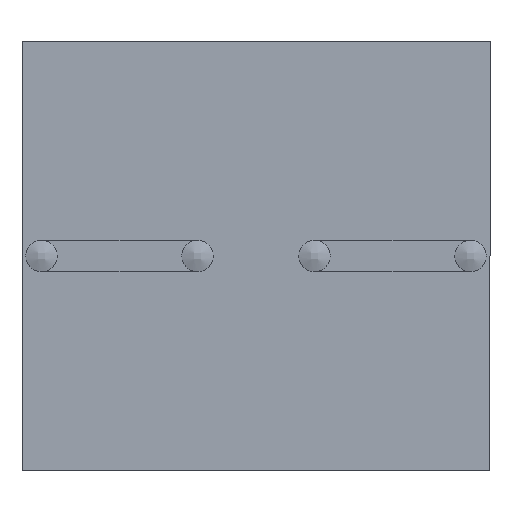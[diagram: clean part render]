
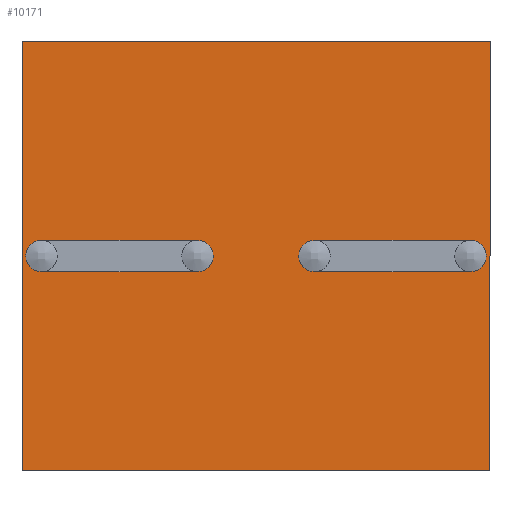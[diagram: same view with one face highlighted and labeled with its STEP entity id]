
A CAD part, front view. The second image highlights one B-rep face of the part: STEP entity #10171.
In plain terms, the highlighted planar face has unit normal (0, -1, 0).
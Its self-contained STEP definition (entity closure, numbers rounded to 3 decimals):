
#48 = CARTESIAN_POINT ( 'NONE',  ( 30., -1.4, -27.5 ) ) ;
#302 = VECTOR ( 'NONE', #9095, 1000. ) ;
#366 = CIRCLE ( 'NONE', #13150, 2. ) ;
#596 = VERTEX_POINT ( 'NONE', #48 ) ;
#635 = EDGE_CURVE ( 'NONE', #596, #5005, #10054, .T. ) ;
#815 = ORIENTED_EDGE ( 'NONE', *, *, #6575, .F. ) ;
#825 = LINE ( 'NONE', #11014, #1486 ) ;
#1076 = DIRECTION ( 'NONE',  ( 0., 0., 1. ) ) ;
#1135 = DIRECTION ( 'NONE',  ( -1., 0., 0. ) ) ;
#1292 = VERTEX_POINT ( 'NONE', #6773 ) ;
#1486 = VECTOR ( 'NONE', #4720, 1000. ) ;
#1753 = DIRECTION ( 'NONE',  ( 0., -1., 0. ) ) ;
#1763 = VERTEX_POINT ( 'NONE', #3154 ) ;
#1798 = EDGE_CURVE ( 'NONE', #9477, #8834, #3286, .T. ) ;
#1928 = VERTEX_POINT ( 'NONE', #12407 ) ;
#1940 = ORIENTED_EDGE ( 'NONE', *, *, #2371, .F. ) ;
#2371 = EDGE_CURVE ( 'NONE', #1292, #596, #10303, .T. ) ;
#2547 = VECTOR ( 'NONE', #12323, 1000. ) ;
#2784 = FACE_BOUND ( 'NONE', #6220, .T. ) ;
#2873 = CARTESIAN_POINT ( 'NONE',  ( 27.5, -1.4, -2. ) ) ;
#3059 = CARTESIAN_POINT ( 'NONE',  ( -30., -1.4, -27.5 ) ) ;
#3066 = AXIS2_PLACEMENT_3D ( 'NONE', #7306, #11452, #1076 ) ;
#3110 = DIRECTION ( 'NONE',  ( 0., 0., 1. ) ) ;
#3154 = CARTESIAN_POINT ( 'NONE',  ( -27.5, -1.4, 2. ) ) ;
#3272 = AXIS2_PLACEMENT_3D ( 'NONE', #11565, #5204, #3110 ) ;
#3286 = LINE ( 'NONE', #8231, #13143 ) ;
#3372 = CARTESIAN_POINT ( 'NONE',  ( 27.5, -1.4, 2. ) ) ;
#3414 = VERTEX_POINT ( 'NONE', #9731 ) ;
#3907 = EDGE_CURVE ( 'NONE', #8834, #1763, #7063, .T. ) ;
#4089 = EDGE_CURVE ( 'NONE', #1763, #3414, #5142, .T. ) ;
#4176 = VERTEX_POINT ( 'NONE', #8276 ) ;
#4319 = CARTESIAN_POINT ( 'NONE',  ( 27.5, -1.4, 2. ) ) ;
#4380 = EDGE_CURVE ( 'NONE', #5716, #9586, #12907, .T. ) ;
#4511 = CARTESIAN_POINT ( 'NONE',  ( -27.5, -1.4, -2. ) ) ;
#4554 = ORIENTED_EDGE ( 'NONE', *, *, #4089, .T. ) ;
#4720 = DIRECTION ( 'NONE',  ( 1., 0., 0. ) ) ;
#4769 = DIRECTION ( 'NONE',  ( -1., 0., 0. ) ) ;
#4814 = VERTEX_POINT ( 'NONE', #11424 ) ;
#4864 = CARTESIAN_POINT ( 'NONE',  ( -7.5, -1.4, -2. ) ) ;
#4965 = DIRECTION ( 'NONE',  ( 0., 0., -1. ) ) ;
#5005 = VERTEX_POINT ( 'NONE', #12836 ) ;
#5050 = DIRECTION ( 'NONE',  ( 1., 0., 0. ) ) ;
#5142 = LINE ( 'NONE', #11246, #2547 ) ;
#5204 = DIRECTION ( 'NONE',  ( 0., 1., 0. ) ) ;
#5566 = FACE_OUTER_BOUND ( 'NONE', #6627, .T. ) ;
#5679 = ORIENTED_EDGE ( 'NONE', *, *, #3907, .T. ) ;
#5682 = VECTOR ( 'NONE', #7827, 1000. ) ;
#5716 = VERTEX_POINT ( 'NONE', #4319 ) ;
#5768 = VECTOR ( 'NONE', #1135, 1000. ) ;
#5965 = EDGE_LOOP ( 'NONE', ( #4554, #6915, #9054, #5679 ) ) ;
#6111 = CARTESIAN_POINT ( 'NONE',  ( -7.5, -1.4, 0. ) ) ;
#6220 = EDGE_LOOP ( 'NONE', ( #12619, #9319, #11086, #12002 ) ) ;
#6516 = AXIS2_PLACEMENT_3D ( 'NONE', #7157, #1753, #11220 ) ;
#6575 = EDGE_CURVE ( 'NONE', #5005, #4176, #8510, .T. ) ;
#6627 = EDGE_LOOP ( 'NONE', ( #1940, #12197, #815, #9080 ) ) ;
#6773 = CARTESIAN_POINT ( 'NONE',  ( 30., -1.4, 27.5 ) ) ;
#6915 = ORIENTED_EDGE ( 'NONE', *, *, #11768, .T. ) ;
#7063 = CIRCLE ( 'NONE', #9968, 2. ) ;
#7157 = CARTESIAN_POINT ( 'NONE',  ( 7.5, -1.4, 0. ) ) ;
#7306 = CARTESIAN_POINT ( 'NONE',  ( 27.5, -1.4, 0. ) ) ;
#7827 = DIRECTION ( 'NONE',  ( 0., 0., 1. ) ) ;
#8009 = CARTESIAN_POINT ( 'NONE',  ( 30., -1.4, -27.5 ) ) ;
#8231 = CARTESIAN_POINT ( 'NONE',  ( -27.5, -1.4, -2. ) ) ;
#8276 = CARTESIAN_POINT ( 'NONE',  ( -30., -1.4, 27.5 ) ) ;
#8503 = EDGE_CURVE ( 'NONE', #9586, #4814, #12765, .T. ) ;
#8510 = LINE ( 'NONE', #12109, #5682 ) ;
#8522 = EDGE_CURVE ( 'NONE', #4814, #1928, #12246, .T. ) ;
#8671 = EDGE_CURVE ( 'NONE', #1928, #5716, #13064, .T. ) ;
#8779 = VECTOR ( 'NONE', #11731, 1000. ) ;
#8834 = VERTEX_POINT ( 'NONE', #4511 ) ;
#9054 = ORIENTED_EDGE ( 'NONE', *, *, #1798, .T. ) ;
#9080 = ORIENTED_EDGE ( 'NONE', *, *, #635, .F. ) ;
#9095 = DIRECTION ( 'NONE',  ( 0., 0., -1. ) ) ;
#9319 = ORIENTED_EDGE ( 'NONE', *, *, #8522, .F. ) ;
#9477 = VERTEX_POINT ( 'NONE', #4864 ) ;
#9586 = VERTEX_POINT ( 'NONE', #11378 ) ;
#9731 = CARTESIAN_POINT ( 'NONE',  ( -7.5, -1.4, 2. ) ) ;
#9927 = VECTOR ( 'NONE', #5050, 1000. ) ;
#9968 = AXIS2_PLACEMENT_3D ( 'NONE', #10766, #12000, #12910 ) ;
#10054 = LINE ( 'NONE', #3059, #5768 ) ;
#10171 = ADVANCED_FACE ( 'NONE', ( #5566, #2784, #10831 ), #12689, .F. ) ;
#10303 = LINE ( 'NONE', #8009, #302 ) ;
#10766 = CARTESIAN_POINT ( 'NONE',  ( -27.5, -1.4, 0. ) ) ;
#10831 = FACE_BOUND ( 'NONE', #5965, .T. ) ;
#11014 = CARTESIAN_POINT ( 'NONE',  ( -30., -1.4, 27.5 ) ) ;
#11086 = ORIENTED_EDGE ( 'NONE', *, *, #8503, .F. ) ;
#11220 = DIRECTION ( 'NONE',  ( 0., 0., 1. ) ) ;
#11246 = CARTESIAN_POINT ( 'NONE',  ( -27.5, -1.4, 2. ) ) ;
#11378 = CARTESIAN_POINT ( 'NONE',  ( 7.5, -1.4, 2. ) ) ;
#11424 = CARTESIAN_POINT ( 'NONE',  ( 7.5, -1.4, -2. ) ) ;
#11452 = DIRECTION ( 'NONE',  ( 0., -1., 0. ) ) ;
#11565 = CARTESIAN_POINT ( 'NONE',  ( 0., -1.4, 0. ) ) ;
#11731 = DIRECTION ( 'NONE',  ( -1., 0., 0. ) ) ;
#11768 = EDGE_CURVE ( 'NONE', #3414, #9477, #366, .T. ) ;
#12000 = DIRECTION ( 'NONE',  ( 0., 1., 0. ) ) ;
#12002 = ORIENTED_EDGE ( 'NONE', *, *, #4380, .F. ) ;
#12109 = CARTESIAN_POINT ( 'NONE',  ( -30., -1.4, -27.5 ) ) ;
#12197 = ORIENTED_EDGE ( 'NONE', *, *, #13434, .F. ) ;
#12246 = LINE ( 'NONE', #2873, #9927 ) ;
#12323 = DIRECTION ( 'NONE',  ( 1., 0., 0. ) ) ;
#12407 = CARTESIAN_POINT ( 'NONE',  ( 27.5, -1.4, -2. ) ) ;
#12619 = ORIENTED_EDGE ( 'NONE', *, *, #8671, .F. ) ;
#12689 = PLANE ( 'NONE',  #3272 ) ;
#12765 = CIRCLE ( 'NONE', #6516, 2. ) ;
#12836 = CARTESIAN_POINT ( 'NONE',  ( -30., -1.4, -27.5 ) ) ;
#12907 = LINE ( 'NONE', #3372, #8779 ) ;
#12910 = DIRECTION ( 'NONE',  ( 0., 0., -1. ) ) ;
#13064 = CIRCLE ( 'NONE', #3066, 2. ) ;
#13143 = VECTOR ( 'NONE', #4769, 1000. ) ;
#13150 = AXIS2_PLACEMENT_3D ( 'NONE', #6111, #13345, #4965 ) ;
#13345 = DIRECTION ( 'NONE',  ( 0., 1., 0. ) ) ;
#13434 = EDGE_CURVE ( 'NONE', #4176, #1292, #825, .T. ) ;
